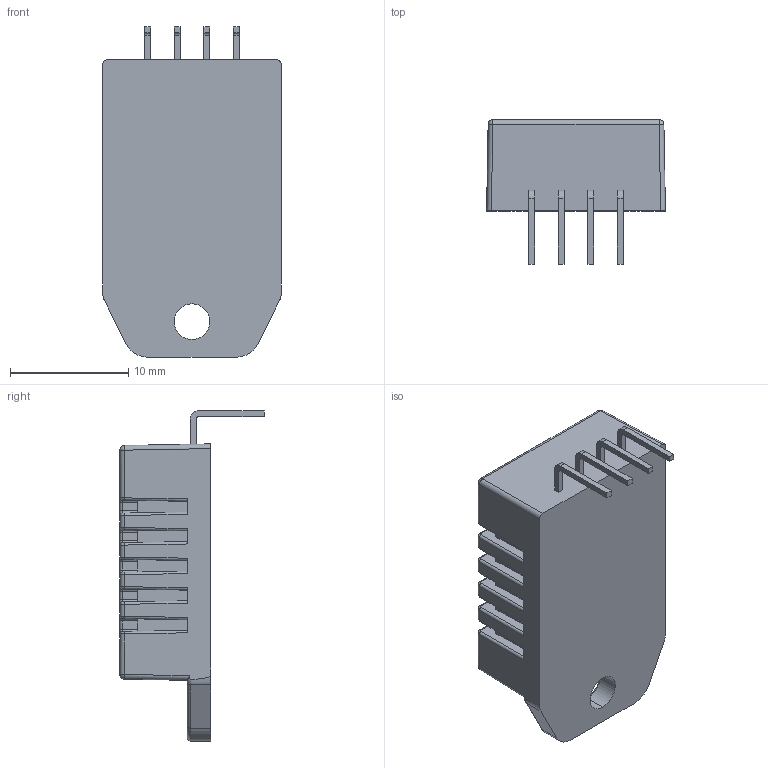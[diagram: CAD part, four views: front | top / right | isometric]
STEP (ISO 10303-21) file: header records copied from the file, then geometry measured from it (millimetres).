
FILE_DESCRIPTION (( 'STEP AP214' ), '1' );
FILE_NAME ('DHT22.STEP', '2023-01-24T11:16:30', ( '' ), ( '' ), 'SwSTEP 2.0', 'SolidWorks 2021', '' );
FILE_SCHEMA (( 'AUTOMOTIVE_DESIGN' ));
Length unit declared in the file: millimetre
Products named in the file (3): DHT22 body; DHT22; pin^DHT22
Assembly tree (5 placements, depth 2):
  DHT22
    DHT22 body
    pin^DHT22  x4
Bounding box: 15.1 x 12.2 x 27.89 mm (x, y, z)
Volume: 2274.6 mm3; surface area: 1589.8 mm2
Topology: 5 solids, 5 shells, 566 faces, 1379 edges, 838 vertices
Faces by surface type: cylinder 223, plane 195, torus 92, cone 26, bspline 26, sphere 4
Entity records: 16083 total; most frequent: CARTESIAN_POINT 3367, DIRECTION 2779, ORIENTED_EDGE 2614, EDGE_CURVE 1307, AXIS2_PLACEMENT_3D 1042, VERTEX_POINT 790, VECTOR 695, LINE 695
